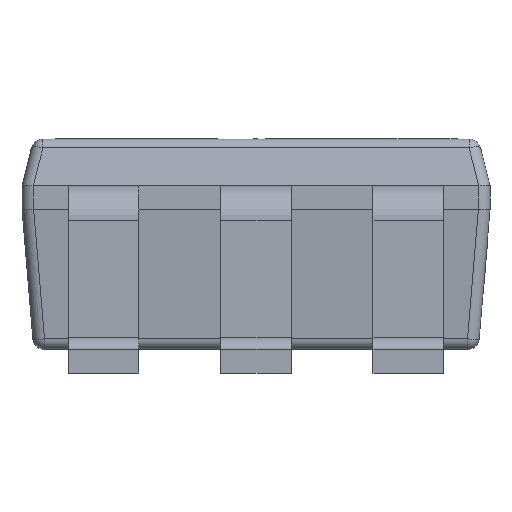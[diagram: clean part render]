
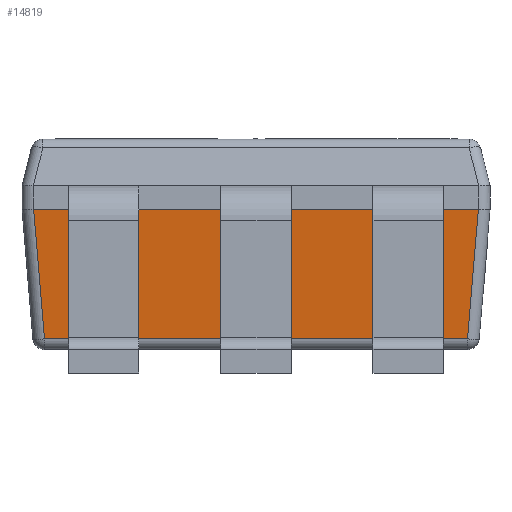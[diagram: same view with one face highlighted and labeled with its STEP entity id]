
A CAD part, left-side view. The second image highlights one B-rep face of the part: STEP entity #14819.
In plain terms, the highlighted planar face has unit normal (-0.997, 0, -0.083).
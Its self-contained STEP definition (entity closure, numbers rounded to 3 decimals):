
#285 = DIRECTION ( 'NONE',  ( 0., -1., 0. ) ) ;
#443 = ORIENTED_EDGE ( 'NONE', *, *, #2182, .T. ) ;
#697 = DIRECTION ( 'NONE',  ( -0.083, -0.083, 0.993 ) ) ;
#1469 = VECTOR ( 'NONE', #697, 1000. ) ;
#1602 = VERTEX_POINT ( 'NONE', #4670 ) ;
#1904 = EDGE_CURVE ( 'NONE', #1602, #13194, #18529, .T. ) ;
#2019 = ORIENTED_EDGE ( 'NONE', *, *, #9019, .T. ) ;
#2182 = EDGE_CURVE ( 'NONE', #12757, #9444, #12048, .T. ) ;
#2702 = VECTOR ( 'NONE', #4846, 1000. ) ;
#3531 = DIRECTION ( 'NONE',  ( 0.997, 0., 0.083 ) ) ;
#3706 = CARTESIAN_POINT ( 'NONE',  ( -0.625, 1., 0.6 ) ) ;
#3949 = LINE ( 'NONE', #3706, #16051 ) ;
#4514 = LINE ( 'NONE', #10284, #1469 ) ;
#4670 = CARTESIAN_POINT ( 'NONE',  ( -0.625, -0.95, 0.6 ) ) ;
#4846 = DIRECTION ( 'NONE',  ( 0., -1., 0. ) ) ;
#5442 = ORIENTED_EDGE ( 'NONE', *, *, #7649, .T. ) ;
#5979 = CARTESIAN_POINT ( 'NONE',  ( -0.625, 1., 0.6 ) ) ;
#6134 = VERTEX_POINT ( 'NONE', #10078 ) ;
#7297 = FACE_OUTER_BOUND ( 'NONE', #23501, .T. ) ;
#7649 = EDGE_CURVE ( 'NONE', #9199, #13194, #4514, .T. ) ;
#8048 = CARTESIAN_POINT ( 'NONE',  ( -0.625, -0.95, 0.6 ) ) ;
#8252 = CARTESIAN_POINT ( 'NONE',  ( -0.625, 1., 0.6 ) ) ;
#8361 = DIRECTION ( 'NONE',  ( 0., -1., 0. ) ) ;
#9019 = EDGE_CURVE ( 'NONE', #9444, #9199, #15454, .T. ) ;
#9199 = VERTEX_POINT ( 'NONE', #9445 ) ;
#9348 = EDGE_CURVE ( 'NONE', #12757, #6134, #9871, .T. ) ;
#9444 = VERTEX_POINT ( 'NONE', #14317 ) ;
#9445 = CARTESIAN_POINT ( 'NONE',  ( -0.579, -0.904, 0.046 ) ) ;
#9557 = VECTOR ( 'NONE', #19536, 1000. ) ;
#9871 = LINE ( 'NONE', #5979, #15257 ) ;
#10078 = CARTESIAN_POINT ( 'NONE',  ( -0.625, 0.95, 0.6 ) ) ;
#10284 = CARTESIAN_POINT ( 'NONE',  ( -0.612, -0.937, 0.44 ) ) ;
#10292 = DIRECTION ( 'NONE',  ( 0.083, -0.083, -0.993 ) ) ;
#10692 = ORIENTED_EDGE ( 'NONE', *, *, #1904, .F. ) ;
#10789 = ORIENTED_EDGE ( 'NONE', *, *, #9348, .F. ) ;
#12048 = LINE ( 'NONE', #19716, #19698 ) ;
#12757 = VERTEX_POINT ( 'NONE', #21317 ) ;
#12950 = AXIS2_PLACEMENT_3D ( 'NONE', #24997, #3531, #15033 ) ;
#13194 = VERTEX_POINT ( 'NONE', #8048 ) ;
#14317 = CARTESIAN_POINT ( 'NONE',  ( -0.579, 0.904, 0.046 ) ) ;
#14819 = ADVANCED_FACE ( 'NONE', ( #7297 ), #19220, .F. ) ;
#15033 = DIRECTION ( 'NONE',  ( 0., -1., 0. ) ) ;
#15257 = VECTOR ( 'NONE', #8361, 1000. ) ;
#15454 = LINE ( 'NONE', #17733, #9557 ) ;
#16051 = VECTOR ( 'NONE', #285, 1000. ) ;
#17733 = CARTESIAN_POINT ( 'NONE',  ( -0.579, -0.95, 0.046 ) ) ;
#18529 = LINE ( 'NONE', #8252, #2702 ) ;
#19220 = PLANE ( 'NONE',  #12950 ) ;
#19536 = DIRECTION ( 'NONE',  ( 0., -1., 0. ) ) ;
#19698 = VECTOR ( 'NONE', #10292, 1000. ) ;
#19716 = CARTESIAN_POINT ( 'NONE',  ( -0.625, 0.951, 0.604 ) ) ;
#21317 = CARTESIAN_POINT ( 'NONE',  ( -0.625, 0.95, 0.6 ) ) ;
#23275 = EDGE_CURVE ( 'NONE', #6134, #1602, #3949, .T. ) ;
#23384 = ORIENTED_EDGE ( 'NONE', *, *, #23275, .F. ) ;
#23501 = EDGE_LOOP ( 'NONE', ( #2019, #5442, #10692, #23384, #10789, #443 ) ) ;
#24997 = CARTESIAN_POINT ( 'NONE',  ( -0.625, 1., 0.6 ) ) ;
